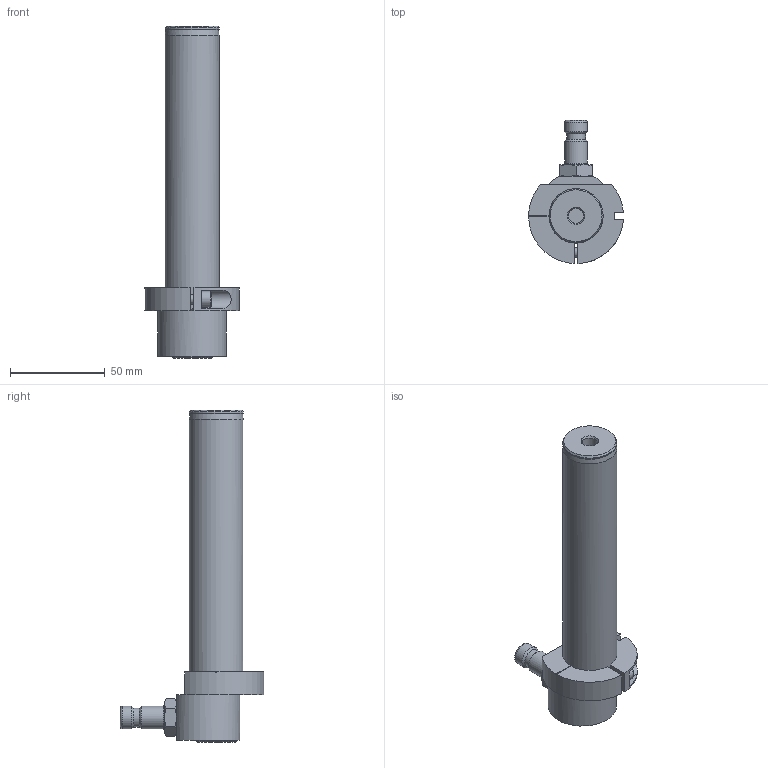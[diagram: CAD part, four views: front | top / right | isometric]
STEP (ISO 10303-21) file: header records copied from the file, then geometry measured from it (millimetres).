
FILE_DESCRIPTION(/* description */ (''),/* implementation_level */ '2;1');
FILE_NAME(/* name */ 'W5190023_C__specification_W5190023_C_2_.stp',/* time_stamp */ '2015-12-09T09:21:41+01:00',/* author */ (''),/* organization */ (''),/* preprocessor_version */ 'ST-DEVELOPER v15',/* originating_system */ 'SIEMENS PLM Software NX 9.0',/* authorisation */ '');
FILE_SCHEMA (('AUTOMOTIVE_DESIGN { 1 0 10303 214 3 1 1 1 }'));
Length unit declared in the file: millimetre
Products named in the file (1): _
Bounding box: 49.92 x 75.48 x 174.9 mm (x, y, z)
Volume: 134075 mm3; surface area: 24272.5 mm2
Topology: 1 solids, 1 shells, 78 faces, 185 edges, 112 vertices
Faces by surface type: plane 38, cone 20, cylinder 16, torus 4
Full cylindrical faces by diameter (mm): 5 x1, 8 x1, 8.5 x1, 10 x1, 12 x2, 21 x1, 28.4 x1, 28.5 x2
Entity records: 2166 total; most frequent: CARTESIAN_POINT 425, DIRECTION 365, ORIENTED_EDGE 316, EDGE_CURVE 158, AXIS2_PLACEMENT_3D 153, EDGE_LOOP 109, VERTEX_POINT 107, ADVANCED_FACE 78
